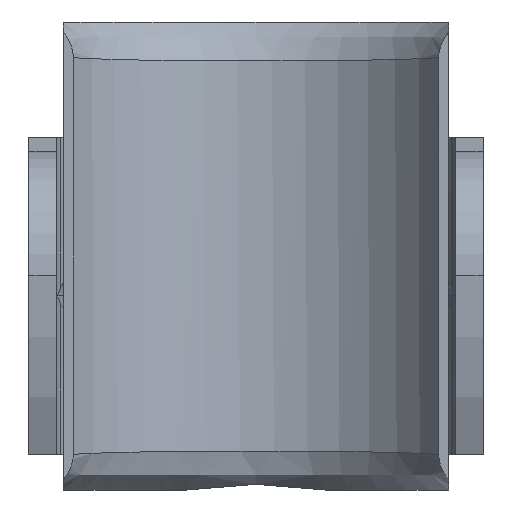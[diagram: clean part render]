
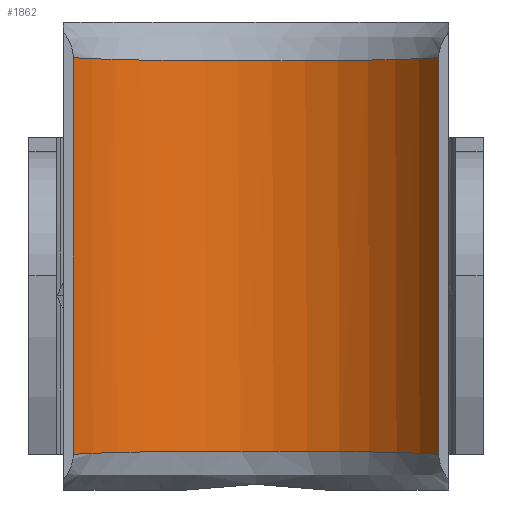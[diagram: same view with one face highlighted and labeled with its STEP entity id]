
A CAD part, front view. The second image highlights one B-rep face of the part: STEP entity #1862.
In plain terms, the highlighted cylindrical face has radius 15.5 mm (diameter 31 mm), a partial arc.
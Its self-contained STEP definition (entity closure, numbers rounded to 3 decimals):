
#276 = CARTESIAN_POINT ( 'NONE',  ( 5.214, -0.888, 14.194 ) ) ;
#299 = CARTESIAN_POINT ( 'NONE',  ( -8.76, -2.695, 14.243 ) ) ;
#438 = CARTESIAN_POINT ( 'NONE',  ( -10.567, -4.156, -14.287 ) ) ;
#461 = CARTESIAN_POINT ( 'NONE',  ( -1.335, 0.001, -14.172 ) ) ;
#483 = CARTESIAN_POINT ( 'NONE',  ( 11.762, -5.319, -14.325 ) ) ;
#736 = CARTESIAN_POINT ( 'NONE',  ( -13.276, -7.5, 14.404 ) ) ;
#846 = CARTESIAN_POINT ( 'NONE',  ( 12.548, -6.376, 14.362 ) ) ;
#872 = CARTESIAN_POINT ( 'NONE',  ( 2.647, -0.17, 14.176 ) ) ;
#898 = CARTESIAN_POINT ( 'NONE',  ( -9.823, -3.506, 14.267 ) ) ;
#1028 = B_SPLINE_CURVE_WITH_KNOTS ( 'NONE', 3,
 ( #3648, #7033, #846, #4777, #1444, #5334, #2019, #5898, #2577, #6455, #3122, #7067, #3671, #276, #4235, #872, #4795, #1472, #5359, #2047, #5916, #2593, #6482, #3140, #7094, #3693, #299, #4256, #898, #4822, #1493, #5387, #2071, #5942 ),
 .UNSPECIFIED., .F., .F.,
 ( 4, 2, 2, 2, 2, 2, 2, 2, 2, 2, 2, 2, 2, 2, 2, 2, 4 ),
 ( 0., 0.002, 0.004, 0.005, 0.006, 0.008, 0.01, 0.012, 0.016, 0.02, 0.021, 0.022, 0.024, 0.026, 0.027, 0.028, 0.032 ),
 .UNSPECIFIED. ) ;
#1036 = CARTESIAN_POINT ( 'NONE',  ( -9.814, -3.498, -14.267 ) ) ;
#1064 = CARTESIAN_POINT ( 'NONE',  ( 2.66, -0.172, -14.176 ) ) ;
#1092 = VECTOR ( 'NONE', #5649, 1000. ) ;
#1095 = CARTESIAN_POINT ( 'NONE',  ( 13.276, -7.5, -14.404 ) ) ;
#1099 = VERTEX_POINT ( 'NONE', #736 ) ;
#1177 = LINE ( 'NONE', #2870, #1092 ) ;
#1444 = CARTESIAN_POINT ( 'NONE',  ( 11.28, -4.849, 14.31 ) ) ;
#1472 = CARTESIAN_POINT ( 'NONE',  ( -1.348, -0.001, 14.172 ) ) ;
#1493 = CARTESIAN_POINT ( 'NONE',  ( -10.575, -4.163, 14.288 ) ) ;
#1512 = DIRECTION ( 'NONE',  ( 0., 0., -1. ) ) ;
#1635 = CARTESIAN_POINT ( 'NONE',  ( -8.75, -2.689, -14.243 ) ) ;
#1662 = CARTESIAN_POINT ( 'NONE',  ( 5.227, -0.893, -14.194 ) ) ;
#1862 = ADVANCED_FACE ( 'NONE', ( #5976 ), #5897, .F. ) ;
#1890 = EDGE_LOOP ( 'NONE', ( #6036, #3162, #5149, #2809 ) ) ;
#1970 = VERTEX_POINT ( 'NONE', #5038 ) ;
#1986 = VERTEX_POINT ( 'NONE', #7078 ) ;
#2019 = CARTESIAN_POINT ( 'NONE',  ( 10.323, -3.933, 14.28 ) ) ;
#2047 = CARTESIAN_POINT ( 'NONE',  ( -4.265, -0.595, 14.186 ) ) ;
#2071 = CARTESIAN_POINT ( 'NONE',  ( -12.584, -6.352, 14.36 ) ) ;
#2207 = CARTESIAN_POINT ( 'NONE',  ( -7.044, -1.677, -14.214 ) ) ;
#2238 = CARTESIAN_POINT ( 'NONE',  ( 7.056, -1.683, -14.215 ) ) ;
#2577 = CARTESIAN_POINT ( 'NONE',  ( 9.555, -3.291, 14.261 ) ) ;
#2593 = CARTESIAN_POINT ( 'NONE',  ( -5.219, -0.901, 14.194 ) ) ;
#2702 = CARTESIAN_POINT ( 'NONE',  ( -13.276, -7.5, -14.404 ) ) ;
#2752 = CARTESIAN_POINT ( 'NONE',  ( -5.522, -1.013, -14.197 ) ) ;
#2785 = CARTESIAN_POINT ( 'NONE',  ( 8.763, -2.698, -14.243 ) ) ;
#2809 = ORIENTED_EDGE ( 'NONE', *, *, #5146, .T. ) ;
#2870 = CARTESIAN_POINT ( 'NONE',  ( 13.276, -7.5, 17. ) ) ;
#3122 = CARTESIAN_POINT ( 'NONE',  ( 8.196, -2.327, 14.232 ) ) ;
#3140 = CARTESIAN_POINT ( 'NONE',  ( -6.458, -1.394, 14.207 ) ) ;
#3162 = ORIENTED_EDGE ( 'NONE', *, *, #6507, .T. ) ;
#3165 = CARTESIAN_POINT ( 'NONE',  ( -13.276, -7.5, 17. ) ) ;
#3274 = CARTESIAN_POINT ( 'NONE',  ( -12.548, -6.377, -14.362 ) ) ;
#3289 = CARTESIAN_POINT ( 'NONE',  ( -4.572, -0.686, -14.189 ) ) ;
#3319 = CARTESIAN_POINT ( 'NONE',  ( 9.828, -3.509, -14.267 ) ) ;
#3352 = EDGE_CURVE ( 'NONE', #1986, #7036, #1177, .T. ) ;
#3601 = AXIS2_PLACEMENT_3D ( 'NONE', #4172, #4617, #4142 ) ;
#3648 = CARTESIAN_POINT ( 'NONE',  ( 13.276, -7.5, 14.404 ) ) ;
#3671 = CARTESIAN_POINT ( 'NONE',  ( 6.447, -1.389, 14.207 ) ) ;
#3693 = CARTESIAN_POINT ( 'NONE',  ( -8.205, -2.333, 14.233 ) ) ;
#3828 = CARTESIAN_POINT ( 'NONE',  ( -11.28, -4.849, -14.31 ) ) ;
#3851 = CARTESIAN_POINT ( 'NONE',  ( -2.648, -0.17, -14.176 ) ) ;
#3874 = CARTESIAN_POINT ( 'NONE',  ( 10.578, -4.166, -14.288 ) ) ;
#4142 = DIRECTION ( 'NONE',  ( -1., 0., 0. ) ) ;
#4172 = CARTESIAN_POINT ( 'NONE',  ( 0., -15.5, 17. ) ) ;
#4215 = CARTESIAN_POINT ( 'NONE',  ( 13.276, -7.5, -14.404 ) ) ;
#4235 = CARTESIAN_POINT ( 'NONE',  ( 4.575, -0.676, 14.188 ) ) ;
#4256 = CARTESIAN_POINT ( 'NONE',  ( -9.561, -3.296, 14.261 ) ) ;
#4401 = CARTESIAN_POINT ( 'NONE',  ( -10.322, -3.932, -14.28 ) ) ;
#4427 = CARTESIAN_POINT ( 'NONE',  ( 1.347, -0.001, -14.172 ) ) ;
#4447 = CARTESIAN_POINT ( 'NONE',  ( 12.584, -6.352, -14.36 ) ) ;
#4617 = DIRECTION ( 'NONE',  ( 0., 0., -1. ) ) ;
#4777 = CARTESIAN_POINT ( 'NONE',  ( 11.724, -5.339, 14.326 ) ) ;
#4795 = CARTESIAN_POINT ( 'NONE',  ( 1.334, 0.001, 14.172 ) ) ;
#4822 = CARTESIAN_POINT ( 'NONE',  ( -10.33, -3.939, 14.28 ) ) ;
#4951 = CARTESIAN_POINT ( 'NONE',  ( -9.552, -3.288, -14.261 ) ) ;
#4976 = CARTESIAN_POINT ( 'NONE',  ( 4.588, -0.68, -14.188 ) ) ;
#5038 = CARTESIAN_POINT ( 'NONE',  ( -13.276, -7.5, -14.404 ) ) ;
#5146 = EDGE_CURVE ( 'NONE', #1986, #1099, #1028, .T. ) ;
#5149 = ORIENTED_EDGE ( 'NONE', *, *, #3352, .F. ) ;
#5334 = CARTESIAN_POINT ( 'NONE',  ( 10.568, -4.157, 14.287 ) ) ;
#5359 = CARTESIAN_POINT ( 'NONE',  ( -2.66, -0.172, 14.176 ) ) ;
#5387 = CARTESIAN_POINT ( 'NONE',  ( -11.761, -5.318, 14.325 ) ) ;
#5490 = CARTESIAN_POINT ( 'NONE',  ( -12.93, -6.926, -14.382 ) ) ;
#5516 = CARTESIAN_POINT ( 'NONE',  ( -8.195, -2.327, -14.232 ) ) ;
#5538 = CARTESIAN_POINT ( 'NONE',  ( 6.46, -1.395, -14.207 ) ) ;
#5649 = DIRECTION ( 'NONE',  ( 0., 0., -1. ) ) ;
#5897 = CYLINDRICAL_SURFACE ( 'NONE', #3601, 15.5 ) ;
#5898 = CARTESIAN_POINT ( 'NONE',  ( 9.817, -3.5, 14.267 ) ) ;
#5916 = CARTESIAN_POINT ( 'NONE',  ( -4.584, -0.69, 14.189 ) ) ;
#5930 = VECTOR ( 'NONE', #1512, 1000. ) ;
#5933 = LINE ( 'NONE', #3165, #5930 ) ;
#5942 = CARTESIAN_POINT ( 'NONE',  ( -13.276, -7.5, 14.404 ) ) ;
#5976 = FACE_OUTER_BOUND ( 'NONE', #1890, .T. ) ;
#6036 = ORIENTED_EDGE ( 'NONE', *, *, #6369, .T. ) ;
#6079 = CARTESIAN_POINT ( 'NONE',  ( -6.447, -1.389, -14.207 ) ) ;
#6106 = CARTESIAN_POINT ( 'NONE',  ( 8.208, -2.335, -14.233 ) ) ;
#6369 = EDGE_CURVE ( 'NONE', #1099, #1970, #5933, .T. ) ;
#6455 = CARTESIAN_POINT ( 'NONE',  ( 8.752, -2.69, 14.243 ) ) ;
#6482 = CARTESIAN_POINT ( 'NONE',  ( -5.533, -1.017, 14.197 ) ) ;
#6507 = EDGE_CURVE ( 'NONE', #1970, #7036, #7189, .T. ) ;
#6646 = CARTESIAN_POINT ( 'NONE',  ( -5.207, -0.897, -14.194 ) ) ;
#6671 = CARTESIAN_POINT ( 'NONE',  ( 9.566, -3.3, -14.261 ) ) ;
#7033 = CARTESIAN_POINT ( 'NONE',  ( 12.93, -6.926, 14.382 ) ) ;
#7036 = VERTEX_POINT ( 'NONE', #4215 ) ;
#7067 = CARTESIAN_POINT ( 'NONE',  ( 7.044, -1.677, 14.214 ) ) ;
#7078 = CARTESIAN_POINT ( 'NONE',  ( 13.276, -7.5, 14.404 ) ) ;
#7094 = CARTESIAN_POINT ( 'NONE',  ( -7.054, -1.682, 14.215 ) ) ;
#7189 = B_SPLINE_CURVE_WITH_KNOTS ( 'NONE', 3,
 ( #2702, #5490, #3274, #7248, #3828, #438, #4401, #1036, #4951, #1635, #5516, #2207, #6079, #2752, #6646, #3289, #7276, #3851, #461, #4427, #1064, #4976, #1662, #5538, #2238, #6106, #2785, #6671, #3319, #7297, #3874, #483, #4447, #1095 ),
 .UNSPECIFIED., .F., .F.,
 ( 4, 2, 2, 2, 2, 2, 2, 2, 2, 2, 2, 2, 2, 2, 2, 2, 4 ),
 ( 0., 0.002, 0.004, 0.005, 0.006, 0.008, 0.01, 0.011, 0.012, 0.016, 0.02, 0.022, 0.024, 0.026, 0.027, 0.028, 0.032 ),
 .UNSPECIFIED. ) ;
#7248 = CARTESIAN_POINT ( 'NONE',  ( -11.724, -5.34, -14.326 ) ) ;
#7276 = CARTESIAN_POINT ( 'NONE',  ( -4.253, -0.591, -14.186 ) ) ;
#7297 = CARTESIAN_POINT ( 'NONE',  ( 10.333, -3.942, -14.281 ) ) ;
